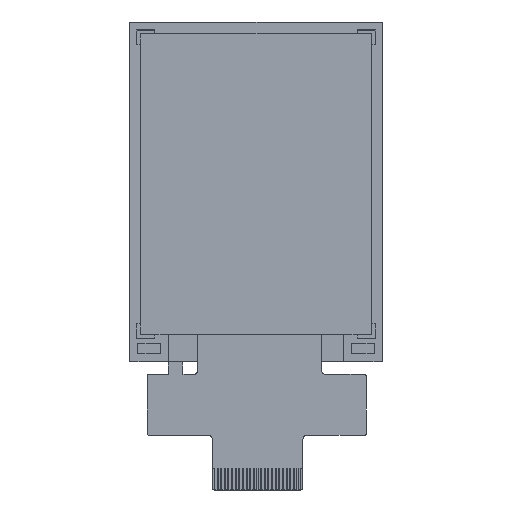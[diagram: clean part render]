
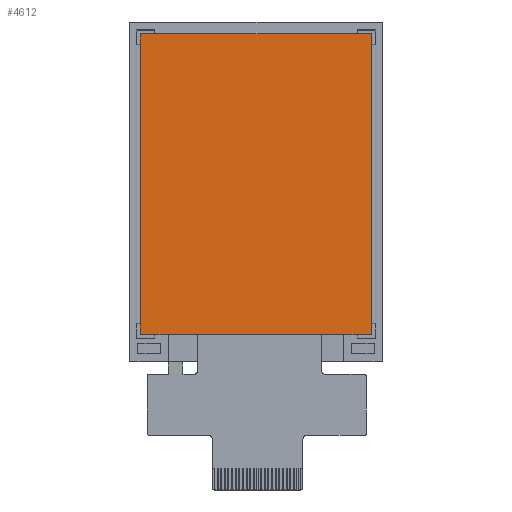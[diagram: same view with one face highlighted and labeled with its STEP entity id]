
A CAD part, top view. The second image highlights one B-rep face of the part: STEP entity #4612.
In plain terms, the highlighted planar face has unit normal (0, 0, 1).
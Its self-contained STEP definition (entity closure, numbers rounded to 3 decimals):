
#22 = CARTESIAN_POINT ( 'NONE',  ( 0., 0., 2.38 ) ) ;
#69 = ORIENTED_EDGE ( 'NONE', *, *, #7409, .T. ) ;
#136 = EDGE_LOOP ( 'NONE', ( #4011, #7549, #69, #1741, #3630, #7962, #7565, #601, #4035, #6568, #4360, #1200 ) ) ;
#137 = DIRECTION ( 'NONE',  ( -1., 0., 0. ) ) ;
#235 = VERTEX_POINT ( 'NONE', #799 ) ;
#242 = CARTESIAN_POINT ( 'NONE',  ( 15.91, -19.645, 2.38 ) ) ;
#343 = VERTEX_POINT ( 'NONE', #1080 ) ;
#365 = CARTESIAN_POINT ( 'NONE',  ( 13.92, 21.775, 2.38 ) ) ;
#393 = CARTESIAN_POINT ( 'NONE',  ( -13.92, -19.645, 2.38 ) ) ;
#447 = VERTEX_POINT ( 'NONE', #2420 ) ;
#497 = EDGE_CURVE ( 'NONE', #235, #4928, #5996, .T. ) ;
#512 = CARTESIAN_POINT ( 'NONE',  ( -15.92, 20.275, 2.38 ) ) ;
#547 = EDGE_CURVE ( 'NONE', #3730, #343, #1723, .T. ) ;
#598 = CARTESIAN_POINT ( 'NONE',  ( -13.92, 21.775, 2.38 ) ) ;
#601 = ORIENTED_EDGE ( 'NONE', *, *, #497, .T. ) ;
#697 = DIRECTION ( 'NONE',  ( -1., 0., 0. ) ) ;
#799 = CARTESIAN_POINT ( 'NONE',  ( -15.92, -19.645, 2.38 ) ) ;
#979 = LINE ( 'NONE', #3428, #4252 ) ;
#983 = VERTEX_POINT ( 'NONE', #6738 ) ;
#1008 = DIRECTION ( 'NONE',  ( -1., 0., 0. ) ) ;
#1080 = CARTESIAN_POINT ( 'NONE',  ( -15.92, -18.145, 2.38 ) ) ;
#1094 = VECTOR ( 'NONE', #2951, 1000. ) ;
#1136 = EDGE_CURVE ( 'NONE', #4932, #4434, #4702, .T. ) ;
#1200 = ORIENTED_EDGE ( 'NONE', *, *, #7069, .T. ) ;
#1326 = AXIS2_PLACEMENT_3D ( 'NONE', #22, #4617, #697 ) ;
#1408 = DIRECTION ( 'NONE',  ( -1., 0., 0. ) ) ;
#1538 = DIRECTION ( 'NONE',  ( 0., 1., 0. ) ) ;
#1607 = VERTEX_POINT ( 'NONE', #598 ) ;
#1662 = CARTESIAN_POINT ( 'NONE',  ( 13.92, -19.645, 2.38 ) ) ;
#1671 = VECTOR ( 'NONE', #1008, 1000. ) ;
#1723 = LINE ( 'NONE', #8113, #5182 ) ;
#1733 = EDGE_CURVE ( 'NONE', #1607, #4777, #7115, .T. ) ;
#1741 = ORIENTED_EDGE ( 'NONE', *, *, #1733, .T. ) ;
#1750 = CARTESIAN_POINT ( 'NONE',  ( -15.92, -19.645, 2.38 ) ) ;
#1769 = CARTESIAN_POINT ( 'NONE',  ( 15.91, -19.645, 2.38 ) ) ;
#1969 = VECTOR ( 'NONE', #5190, 1000. ) ;
#2171 = LINE ( 'NONE', #8496, #1969 ) ;
#2283 = CARTESIAN_POINT ( 'NONE',  ( -15.92, -19.645, 2.38 ) ) ;
#2389 = CARTESIAN_POINT ( 'NONE',  ( 15.91, 21.775, 2.38 ) ) ;
#2420 = CARTESIAN_POINT ( 'NONE',  ( 12.05, -19.645, 2.38 ) ) ;
#2486 = VECTOR ( 'NONE', #7277, 1000. ) ;
#2492 = DIRECTION ( 'NONE',  ( 0., -1., 0. ) ) ;
#2555 = LINE ( 'NONE', #3002, #7543 ) ;
#2678 = VERTEX_POINT ( 'NONE', #365 ) ;
#2924 = CARTESIAN_POINT ( 'NONE',  ( -15.92, 21.775, 2.38 ) ) ;
#2942 = DIRECTION ( 'NONE',  ( 1., 0., 0. ) ) ;
#2951 = DIRECTION ( 'NONE',  ( 1., 0., 0. ) ) ;
#2956 = EDGE_CURVE ( 'NONE', #4928, #983, #4362, .T. ) ;
#3002 = CARTESIAN_POINT ( 'NONE',  ( -15.92, -19.645, 2.38 ) ) ;
#3077 = DIRECTION ( 'NONE',  ( 1., 0., 0. ) ) ;
#3428 = CARTESIAN_POINT ( 'NONE',  ( -15.92, 21.775, 2.38 ) ) ;
#3624 = DIRECTION ( 'NONE',  ( 1., 0., 0. ) ) ;
#3630 = ORIENTED_EDGE ( 'NONE', *, *, #6691, .T. ) ;
#3640 = EDGE_CURVE ( 'NONE', #983, #447, #5897, .T. ) ;
#3730 = VERTEX_POINT ( 'NONE', #512 ) ;
#3971 = CARTESIAN_POINT ( 'NONE',  ( -15.92, -19.645, 2.38 ) ) ;
#4011 = ORIENTED_EDGE ( 'NONE', *, *, #1136, .T. ) ;
#4035 = ORIENTED_EDGE ( 'NONE', *, *, #2956, .T. ) ;
#4197 = LINE ( 'NONE', #3971, #2486 ) ;
#4209 = VECTOR ( 'NONE', #2492, 1000. ) ;
#4216 = CARTESIAN_POINT ( 'NONE',  ( -15.92, 21.775, 2.38 ) ) ;
#4252 = VECTOR ( 'NONE', #137, 1000. ) ;
#4270 = VECTOR ( 'NONE', #2942, 1000. ) ;
#4360 = ORIENTED_EDGE ( 'NONE', *, *, #6845, .T. ) ;
#4362 = LINE ( 'NONE', #2283, #1094 ) ;
#4434 = VERTEX_POINT ( 'NONE', #2389 ) ;
#4502 = VECTOR ( 'NONE', #1538, 1000. ) ;
#4612 = ADVANCED_FACE ( 'NONE', ( #5759 ), #5892, .F. ) ;
#4617 = DIRECTION ( 'NONE',  ( 0., 0., -1. ) ) ;
#4702 = LINE ( 'NONE', #242, #4502 ) ;
#4777 = VERTEX_POINT ( 'NONE', #4216 ) ;
#4928 = VERTEX_POINT ( 'NONE', #393 ) ;
#4932 = VERTEX_POINT ( 'NONE', #1769 ) ;
#4958 = CARTESIAN_POINT ( 'NONE',  ( -15.92, -19.645, 2.38 ) ) ;
#5182 = VECTOR ( 'NONE', #8094, 1000. ) ;
#5190 = DIRECTION ( 'NONE',  ( 0., -1., 0. ) ) ;
#5381 = VECTOR ( 'NONE', #1408, 1000. ) ;
#5711 = CARTESIAN_POINT ( 'NONE',  ( -15.92, 21.775, 2.38 ) ) ;
#5759 = FACE_OUTER_BOUND ( 'NONE', #136, .T. ) ;
#5892 = PLANE ( 'NONE',  #1326 ) ;
#5897 = LINE ( 'NONE', #1750, #7444 ) ;
#5996 = LINE ( 'NONE', #4958, #4270 ) ;
#6301 = EDGE_CURVE ( 'NONE', #4434, #2678, #6855, .T. ) ;
#6449 = EDGE_CURVE ( 'NONE', #343, #235, #8508, .T. ) ;
#6568 = ORIENTED_EDGE ( 'NONE', *, *, #3640, .T. ) ;
#6691 = EDGE_CURVE ( 'NONE', #4777, #3730, #2171, .T. ) ;
#6738 = CARTESIAN_POINT ( 'NONE',  ( -12.05, -19.645, 2.38 ) ) ;
#6845 = EDGE_CURVE ( 'NONE', #447, #7070, #4197, .T. ) ;
#6855 = LINE ( 'NONE', #2924, #1671 ) ;
#7069 = EDGE_CURVE ( 'NONE', #7070, #4932, #2555, .T. ) ;
#7070 = VERTEX_POINT ( 'NONE', #1662 ) ;
#7115 = LINE ( 'NONE', #7264, #5381 ) ;
#7264 = CARTESIAN_POINT ( 'NONE',  ( -15.92, 21.775, 2.38 ) ) ;
#7277 = DIRECTION ( 'NONE',  ( 1., 0., 0. ) ) ;
#7409 = EDGE_CURVE ( 'NONE', #2678, #1607, #979, .T. ) ;
#7444 = VECTOR ( 'NONE', #3077, 1000. ) ;
#7543 = VECTOR ( 'NONE', #3624, 1000. ) ;
#7549 = ORIENTED_EDGE ( 'NONE', *, *, #6301, .T. ) ;
#7565 = ORIENTED_EDGE ( 'NONE', *, *, #6449, .T. ) ;
#7962 = ORIENTED_EDGE ( 'NONE', *, *, #547, .T. ) ;
#8094 = DIRECTION ( 'NONE',  ( 0., -1., 0. ) ) ;
#8113 = CARTESIAN_POINT ( 'NONE',  ( -15.92, 21.775, 2.38 ) ) ;
#8496 = CARTESIAN_POINT ( 'NONE',  ( -15.92, 21.775, 2.38 ) ) ;
#8508 = LINE ( 'NONE', #5711, #4209 ) ;
